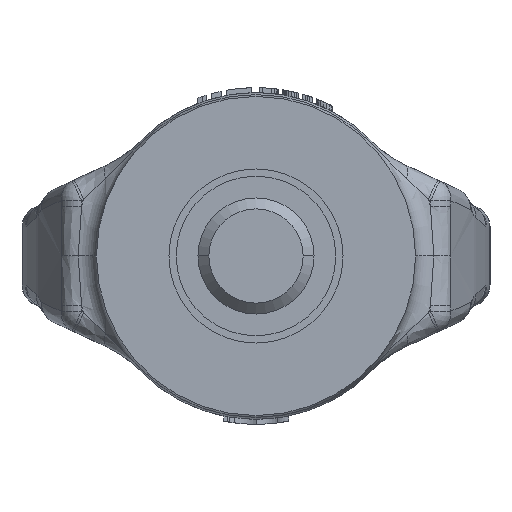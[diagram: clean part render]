
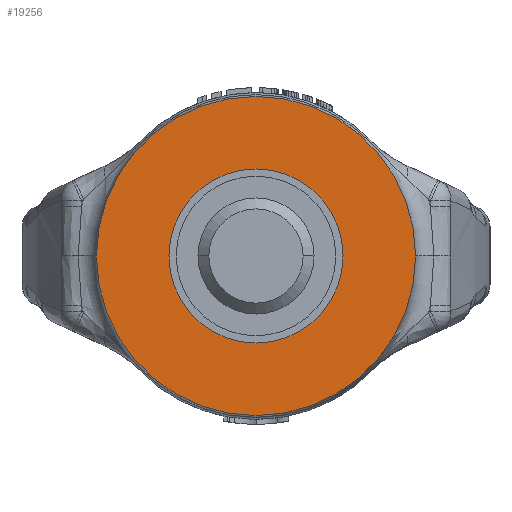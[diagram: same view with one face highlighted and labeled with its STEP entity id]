
A CAD part, front view. The second image highlights one B-rep face of the part: STEP entity #19256.
In plain terms, the highlighted planar face has unit normal (0, -1, 0).
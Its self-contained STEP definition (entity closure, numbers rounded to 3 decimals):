
#371=CARTESIAN_POINT('',(0.,-32.,0.));
#372=DIRECTION('',(0.,-1.,0.));
#373=DIRECTION('',(1.,0.,0.));
#374=AXIS2_PLACEMENT_3D('',#371,#372,#373);
#388=CARTESIAN_POINT('',(0.,-32.,0.));
#389=DIRECTION('',(0.,1.,0.));
#390=DIRECTION('',(1.,0.,0.));
#391=AXIS2_PLACEMENT_3D('',#388,#389,#390);
#397=CARTESIAN_POINT('',(0.,-32.,0.));
#398=DIRECTION('',(0.,-1.,0.));
#399=DIRECTION('',(1.,0.,0.));
#400=AXIS2_PLACEMENT_3D('',#397,#398,#399);
#14798=CARTESIAN_POINT('',(0.,-32.,0.));
#14799=DIRECTION('',(0.,1.,0.));
#14800=DIRECTION('',(1.,0.,0.));
#14801=AXIS2_PLACEMENT_3D('',#14798,#14799,#14800);
#17556=CARTESIAN_POINT('',(12.,-32.,0.));
#17558=VERTEX_POINT('',#17556);
#17560=CARTESIAN_POINT('',(-12.,-32.,0.));
#17562=VERTEX_POINT('',#17560);
#17570=CARTESIAN_POINT('',(22.,-32.,0.));
#17571=CARTESIAN_POINT('',(-22.,-32.,0.));
#17572=VERTEX_POINT('',#17570);
#17573=VERTEX_POINT('',#17571);
#19240=CARTESIAN_POINT('',(0.,-32.,0.));
#19241=DIRECTION('',(0.,-1.,0.));
#19242=DIRECTION('',(-1.,0.,0.));
#19243=AXIS2_PLACEMENT_3D('',#19240,#19241,#19242);
#19244=PLANE('46374',#19243);
#19245=ORIENTED_EDGE('46425',*,*,#19230,.F.);
#19247=ORIENTED_EDGE('46431',*,*,#19246,.T.);
#19248=EDGE_LOOP('46374',(#19245,#19247));
#19249=FACE_OUTER_BOUND('46374',#19248,.F.);
#19251=ORIENTED_EDGE('46411',*,*,#19250,.F.);
#19253=ORIENTED_EDGE('46377',*,*,#19252,.T.);
#19254=EDGE_LOOP('46374',(#19251,#19253));
#19255=FACE_BOUND('46374',#19254,.F.);
#375=CIRCLE('46425',#374,22.);
#392=CIRCLE('46411',#391,12.);
#401=CIRCLE('46377',#400,12.);
#14802=CIRCLE('46431',#14801,22.);
#19230=EDGE_CURVE('46425',#17572,#17573,#375,.T.);
#19246=EDGE_CURVE('46431',#17572,#17573,#14802,.T.);
#19250=EDGE_CURVE('46411',#17558,#17562,#392,.T.);
#19252=EDGE_CURVE('46377',#17558,#17562,#401,.T.);
#19256=ADVANCED_FACE('46374',(#19249,#19255),#19244,.T.);
